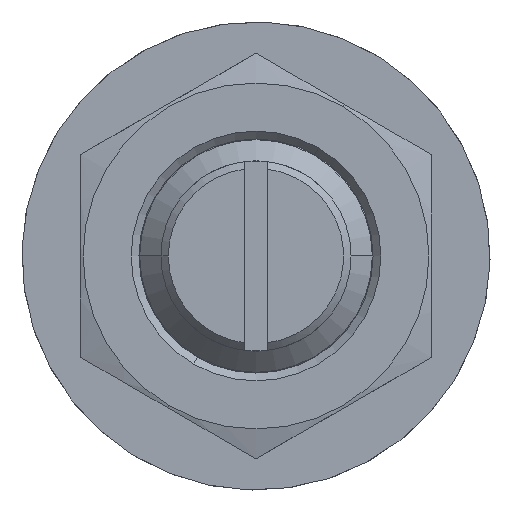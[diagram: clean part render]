
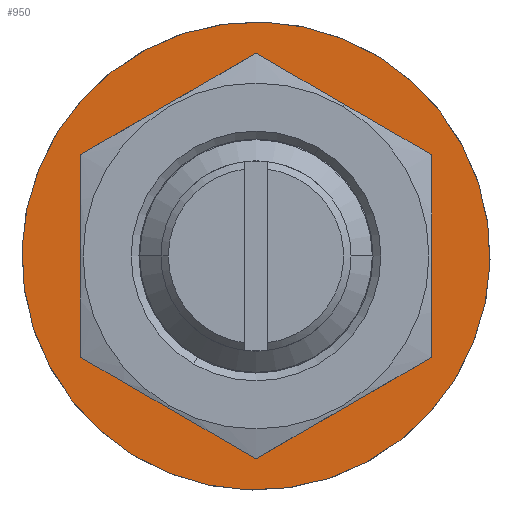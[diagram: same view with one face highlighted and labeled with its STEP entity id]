
A CAD part, left-side view. The second image highlights one B-rep face of the part: STEP entity #950.
In plain terms, the highlighted planar face has unit normal (-1, 0, 0).
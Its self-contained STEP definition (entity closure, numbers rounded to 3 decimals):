
#19 = DIRECTION ( 'NONE',  ( 0., 0., 1. ) ) ;
#23 = DIRECTION ( 'NONE',  ( -1., 0., 0. ) ) ;
#85 = CARTESIAN_POINT ( 'NONE',  ( -3.5, 0., -8.84 ) ) ;
#87 = DIRECTION ( 'NONE',  ( -1., 0., 0. ) ) ;
#88 = CIRCLE ( 'NONE', #1551, 16. ) ;
#103 = CIRCLE ( 'NONE', #1513, 8.84 ) ;
#124 = EDGE_CURVE ( 'NONE', #480, #445, #879, .T. ) ;
#288 = FACE_OUTER_BOUND ( 'NONE', #1996, .T. ) ;
#290 = CARTESIAN_POINT ( 'NONE',  ( -3.5, 0., -16. ) ) ;
#331 = ORIENTED_EDGE ( 'NONE', *, *, #956, .T. ) ;
#445 = VERTEX_POINT ( 'NONE', #711 ) ;
#475 = CARTESIAN_POINT ( 'NONE',  ( -3.5, 0., 0. ) ) ;
#480 = VERTEX_POINT ( 'NONE', #85 ) ;
#573 = CIRCLE ( 'NONE', #669, 16. ) ;
#634 = DIRECTION ( 'NONE',  ( 0., 0., 1. ) ) ;
#651 = ORIENTED_EDGE ( 'NONE', *, *, #1676, .T. ) ;
#669 = AXIS2_PLACEMENT_3D ( 'NONE', #475, #1606, #634 ) ;
#711 = CARTESIAN_POINT ( 'NONE',  ( -3.5, 0., 8.84 ) ) ;
#779 = AXIS2_PLACEMENT_3D ( 'NONE', #1756, #964, #2079 ) ;
#825 = CARTESIAN_POINT ( 'NONE',  ( -3.5, 0., 16. ) ) ;
#879 = CIRCLE ( 'NONE', #1127, 8.84 ) ;
#899 = VERTEX_POINT ( 'NONE', #290 ) ;
#950 = ADVANCED_FACE ( 'NONE', ( #1395, #288 ), #1444, .F. ) ;
#956 = EDGE_CURVE ( 'NONE', #899, #1668, #573, .T. ) ;
#964 = DIRECTION ( 'NONE',  ( 1., 0., 0. ) ) ;
#1003 = DIRECTION ( 'NONE',  ( -1., 0., 0. ) ) ;
#1008 = CARTESIAN_POINT ( 'NONE',  ( -3.5, 0., 0. ) ) ;
#1026 = EDGE_LOOP ( 'NONE', ( #1737, #1457 ) ) ;
#1070 = CARTESIAN_POINT ( 'NONE',  ( -3.5, 0., 0. ) ) ;
#1127 = AXIS2_PLACEMENT_3D ( 'NONE', #1070, #87, #1227 ) ;
#1166 = DIRECTION ( 'NONE',  ( 0., 0., 1. ) ) ;
#1227 = DIRECTION ( 'NONE',  ( 0., 0., 1. ) ) ;
#1395 = FACE_BOUND ( 'NONE', #1026, .T. ) ;
#1444 = PLANE ( 'NONE',  #779 ) ;
#1457 = ORIENTED_EDGE ( 'NONE', *, *, #124, .F. ) ;
#1513 = AXIS2_PLACEMENT_3D ( 'NONE', #1954, #1003, #19 ) ;
#1551 = AXIS2_PLACEMENT_3D ( 'NONE', #1008, #23, #1166 ) ;
#1606 = DIRECTION ( 'NONE',  ( -1., 0., 0. ) ) ;
#1668 = VERTEX_POINT ( 'NONE', #825 ) ;
#1676 = EDGE_CURVE ( 'NONE', #1668, #899, #88, .T. ) ;
#1737 = ORIENTED_EDGE ( 'NONE', *, *, #1948, .F. ) ;
#1756 = CARTESIAN_POINT ( 'NONE',  ( -3.5, 16., 0. ) ) ;
#1948 = EDGE_CURVE ( 'NONE', #445, #480, #103, .T. ) ;
#1954 = CARTESIAN_POINT ( 'NONE',  ( -3.5, 0., 0. ) ) ;
#1996 = EDGE_LOOP ( 'NONE', ( #651, #331 ) ) ;
#2079 = DIRECTION ( 'NONE',  ( 0., 0., -1. ) ) ;
